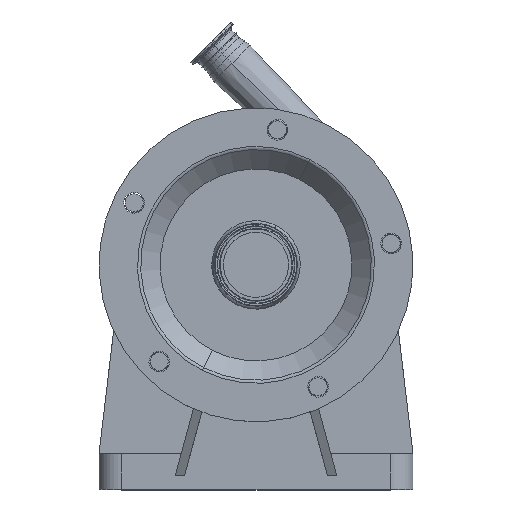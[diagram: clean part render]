
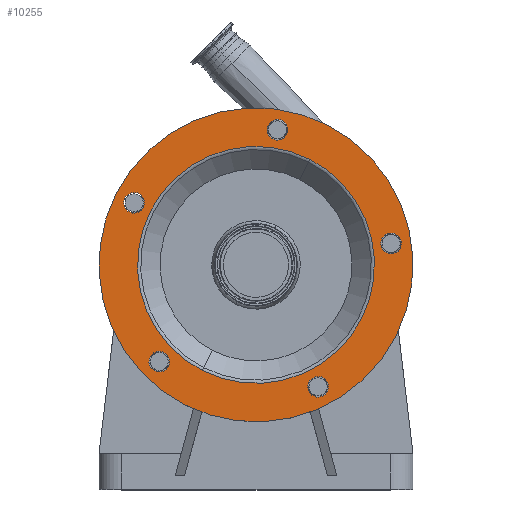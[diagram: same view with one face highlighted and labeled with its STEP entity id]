
A CAD part, top view. The second image highlights one B-rep face of the part: STEP entity #10255.
In plain terms, the highlighted planar face has unit normal (0, 0, 1).
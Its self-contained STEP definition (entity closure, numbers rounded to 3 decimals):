
#45 = VERTEX_POINT ( 'NONE', #8966 ) ;
#87 = CIRCLE ( 'NONE', #13430, 11.5 ) ;
#317 = ORIENTED_EDGE ( 'NONE', *, *, #13312, .F. ) ;
#553 = EDGE_CURVE ( 'NONE', #12295, #3964, #1648, .T. ) ;
#569 = CARTESIAN_POINT ( 'NONE',  ( 64.013, -146.125, 289.5 ) ) ;
#677 = ORIENTED_EDGE ( 'NONE', *, *, #12407, .T. ) ;
#788 = DIRECTION ( 'NONE',  ( 0., 0., -1. ) ) ;
#895 = DIRECTION ( 'NONE',  ( 0., 0., -1. ) ) ;
#898 = ORIENTED_EDGE ( 'NONE', *, *, #553, .F. ) ;
#920 = VERTEX_POINT ( 'NONE', #569 ) ;
#943 = FACE_BOUND ( 'NONE', #13081, .T. ) ;
#988 = FACE_BOUND ( 'NONE', #10273, .T. ) ;
#1049 = AXIS2_PLACEMENT_3D ( 'NONE', #4361, #11677, #5415 ) ;
#1079 = ORIENTED_EDGE ( 'NONE', *, *, #4965, .F. ) ;
#1155 = ORIENTED_EDGE ( 'NONE', *, *, #8011, .F. ) ;
#1303 = VERTEX_POINT ( 'NONE', #11577 ) ;
#1464 = AXIS2_PLACEMENT_3D ( 'NONE', #6997, #788, #11053 ) ;
#1481 = AXIS2_PLACEMENT_3D ( 'NONE', #7086, #895, #8154 ) ;
#1535 = CARTESIAN_POINT ( 'NONE',  ( 150.622, 23.856, 289.5 ) ) ;
#1648 = CIRCLE ( 'NONE', #10989, 11.5 ) ;
#1665 = DIRECTION ( 'NONE',  ( 0., 0., 1. ) ) ;
#1684 = VERTEX_POINT ( 'NONE', #4608 ) ;
#1704 = VERTEX_POINT ( 'NONE', #10156 ) ;
#1776 = CARTESIAN_POINT ( 'NONE',  ( -135.878, 69.234, 289.5 ) ) ;
#2136 = EDGE_CURVE ( 'NONE', #920, #1303, #11378, .T. ) ;
#2148 = VERTEX_POINT ( 'NONE', #6376 ) ;
#2224 = FACE_BOUND ( 'NONE', #7714, .T. ) ;
#2578 = EDGE_CURVE ( 'NONE', #1704, #2919, #7118, .T. ) ;
#2589 = DIRECTION ( 'NONE',  ( 0.454, 0.891, 0. ) ) ;
#2614 = EDGE_CURVE ( 'NONE', #4605, #12210, #8740, .T. ) ;
#2735 = VERTEX_POINT ( 'NONE', #10655 ) ;
#2738 = CARTESIAN_POINT ( 'NONE',  ( 69.234, -135.878, 289.5 ) ) ;
#2769 = CIRCLE ( 'NONE', #12350, 11.5 ) ;
#2849 = DIRECTION ( 'NONE',  ( 0.454, 0.891, 0. ) ) ;
#2912 = CARTESIAN_POINT ( 'NONE',  ( -107.834, -107.834, 289.5 ) ) ;
#2919 = VERTEX_POINT ( 'NONE', #10510 ) ;
#2934 = DIRECTION ( 'NONE',  ( 0., 0., 1. ) ) ;
#2947 = DIRECTION ( 'NONE',  ( 0., 0., 1. ) ) ;
#2994 = AXIS2_PLACEMENT_3D ( 'NONE', #7890, #1665, #8942 ) ;
#3269 = CIRCLE ( 'NONE', #7379, 11.5 ) ;
#3496 = EDGE_CURVE ( 'NONE', #13119, #5171, #11897, .T. ) ;
#3686 = CARTESIAN_POINT ( 'NONE',  ( -130.658, 79.48, 289.5 ) ) ;
#3806 = DIRECTION ( 'NONE',  ( 0., 0., -1. ) ) ;
#3947 = DIRECTION ( 'NONE',  ( 0.454, 0.891, 0. ) ) ;
#3964 = VERTEX_POINT ( 'NONE', #3686 ) ;
#4097 = DIRECTION ( 'NONE',  ( -0.454, -0.891, 0. ) ) ;
#4132 = DIRECTION ( 'NONE',  ( 0., 0., 1. ) ) ;
#4361 = CARTESIAN_POINT ( 'NONE',  ( 23.856, 150.622, 289.5 ) ) ;
#4550 = CIRCLE ( 'NONE', #2994, 11.5 ) ;
#4605 = VERTEX_POINT ( 'NONE', #12588 ) ;
#4608 = CARTESIAN_POINT ( 'NONE',  ( -113.055, -118.08, 289.5 ) ) ;
#4633 = AXIS2_PLACEMENT_3D ( 'NONE', #9269, #9288, #4097 ) ;
#4647 = CIRCLE ( 'NONE', #1464, 175. ) ;
#4689 = CIRCLE ( 'NONE', #1481, 132.071 ) ;
#4802 = ORIENTED_EDGE ( 'NONE', *, *, #10844, .T. ) ;
#4817 = AXIS2_PLACEMENT_3D ( 'NONE', #2738, #2947, #10018 ) ;
#4852 = CARTESIAN_POINT ( 'NONE',  ( -135.878, 69.234, 289.5 ) ) ;
#4965 = EDGE_CURVE ( 'NONE', #2919, #1704, #4647, .T. ) ;
#5065 = ORIENTED_EDGE ( 'NONE', *, *, #13426, .F. ) ;
#5171 = VERTEX_POINT ( 'NONE', #13141 ) ;
#5408 = CARTESIAN_POINT ( 'NONE',  ( 155.843, 34.103, 289.5 ) ) ;
#5415 = DIRECTION ( 'NONE',  ( 0.454, 0.891, 0. ) ) ;
#5673 = ORIENTED_EDGE ( 'NONE', *, *, #5954, .F. ) ;
#5895 = DIRECTION ( 'NONE',  ( 0.454, 0.891, 0. ) ) ;
#5954 = EDGE_CURVE ( 'NONE', #1303, #920, #3269, .T. ) ;
#6020 = AXIS2_PLACEMENT_3D ( 'NONE', #12279, #2934, #11210 ) ;
#6178 = CARTESIAN_POINT ( 'NONE',  ( 69.234, -135.878, 289.5 ) ) ;
#6376 = CARTESIAN_POINT ( 'NONE',  ( 59.959, 117.676, 289.5 ) ) ;
#6532 = CARTESIAN_POINT ( 'NONE',  ( -141.099, 58.987, 289.5 ) ) ;
#6877 = CIRCLE ( 'NONE', #1049, 11.5 ) ;
#6997 = CARTESIAN_POINT ( 'NONE',  ( 0., 0., 289.5 ) ) ;
#7046 = AXIS2_PLACEMENT_3D ( 'NONE', #10125, #4132, #10325 ) ;
#7086 = CARTESIAN_POINT ( 'NONE',  ( 0., 0., 289.5 ) ) ;
#7097 = FACE_BOUND ( 'NONE', #11474, .T. ) ;
#7107 = AXIS2_PLACEMENT_3D ( 'NONE', #2912, #10184, #3947 ) ;
#7118 = CIRCLE ( 'NONE', #4633, 175. ) ;
#7229 = DIRECTION ( 'NONE',  ( 0.454, 0.891, 0. ) ) ;
#7303 = ORIENTED_EDGE ( 'NONE', *, *, #2136, .F. ) ;
#7346 = ORIENTED_EDGE ( 'NONE', *, *, #2614, .F. ) ;
#7379 = AXIS2_PLACEMENT_3D ( 'NONE', #6178, #13497, #7229 ) ;
#7524 = ORIENTED_EDGE ( 'NONE', *, *, #7975, .F. ) ;
#7625 = CARTESIAN_POINT ( 'NONE',  ( -155.926, 79.448, 289.5 ) ) ;
#7714 = EDGE_LOOP ( 'NONE', ( #1155, #898 ) ) ;
#7890 = CARTESIAN_POINT ( 'NONE',  ( -107.834, -107.834, 289.5 ) ) ;
#7933 = AXIS2_PLACEMENT_3D ( 'NONE', #7625, #12836, #9723 ) ;
#7975 = EDGE_CURVE ( 'NONE', #1684, #45, #4550, .T. ) ;
#8011 = EDGE_CURVE ( 'NONE', #3964, #12295, #2769, .T. ) ;
#8154 = DIRECTION ( 'NONE',  ( -0.454, -0.891, 0. ) ) ;
#8358 = ORIENTED_EDGE ( 'NONE', *, *, #2578, .F. ) ;
#8570 = FACE_BOUND ( 'NONE', #13437, .T. ) ;
#8674 = PLANE ( 'NONE',  #7933 ) ;
#8740 = CIRCLE ( 'NONE', #6020, 11.5 ) ;
#8765 = ORIENTED_EDGE ( 'NONE', *, *, #3496, .F. ) ;
#8820 = DIRECTION ( 'NONE',  ( 0., 0., 1. ) ) ;
#8942 = DIRECTION ( 'NONE',  ( 0.454, 0.891, 0. ) ) ;
#8966 = CARTESIAN_POINT ( 'NONE',  ( -102.613, -97.587, 289.5 ) ) ;
#9071 = DIRECTION ( 'NONE',  ( 0., 0., 1. ) ) ;
#9269 = CARTESIAN_POINT ( 'NONE',  ( 0., 0., 289.5 ) ) ;
#9288 = DIRECTION ( 'NONE',  ( 0., 0., -1. ) ) ;
#9489 = ORIENTED_EDGE ( 'NONE', *, *, #11139, .F. ) ;
#9723 = DIRECTION ( 'NONE',  ( -0.454, -0.891, 0. ) ) ;
#10018 = DIRECTION ( 'NONE',  ( 0.454, 0.891, 0. ) ) ;
#10035 = CARTESIAN_POINT ( 'NONE',  ( 0., 0., 289.5 ) ) ;
#10037 = CIRCLE ( 'NONE', #10984, 132.071 ) ;
#10125 = CARTESIAN_POINT ( 'NONE',  ( 150.622, 23.856, 289.5 ) ) ;
#10156 = CARTESIAN_POINT ( 'NONE',  ( 79.448, 155.926, 289.5 ) ) ;
#10184 = DIRECTION ( 'NONE',  ( 0., 0., 1. ) ) ;
#10255 = ADVANCED_FACE ( 'NONE', ( #943, #12666, #8570, #7097, #988, #13009, #2224 ), #8674, .F. ) ;
#10273 = EDGE_LOOP ( 'NONE', ( #677, #4802 ) ) ;
#10325 = DIRECTION ( 'NONE',  ( 0.454, 0.891, 0. ) ) ;
#10510 = CARTESIAN_POINT ( 'NONE',  ( -79.448, -155.926, 289.5 ) ) ;
#10655 = CARTESIAN_POINT ( 'NONE',  ( -59.959, -117.676, 289.5 ) ) ;
#10844 = EDGE_CURVE ( 'NONE', #2148, #2735, #4689, .T. ) ;
#10984 = AXIS2_PLACEMENT_3D ( 'NONE', #10035, #3806, #11097 ) ;
#10989 = AXIS2_PLACEMENT_3D ( 'NONE', #1776, #9071, #2849 ) ;
#11053 = DIRECTION ( 'NONE',  ( -0.454, -0.891, 0. ) ) ;
#11097 = DIRECTION ( 'NONE',  ( -0.454, -0.891, 0. ) ) ;
#11139 = EDGE_CURVE ( 'NONE', #12210, #4605, #6877, .T. ) ;
#11177 = EDGE_LOOP ( 'NONE', ( #5673, #7303 ) ) ;
#11210 = DIRECTION ( 'NONE',  ( 0.454, 0.891, 0. ) ) ;
#11378 = CIRCLE ( 'NONE', #4817, 11.5 ) ;
#11474 = EDGE_LOOP ( 'NONE', ( #7346, #9489 ) ) ;
#11577 = CARTESIAN_POINT ( 'NONE',  ( 74.454, -125.632, 289.5 ) ) ;
#11658 = CARTESIAN_POINT ( 'NONE',  ( 18.635, 140.376, 289.5 ) ) ;
#11677 = DIRECTION ( 'NONE',  ( 0., 0., 1. ) ) ;
#11897 = CIRCLE ( 'NONE', #7046, 11.5 ) ;
#12171 = DIRECTION ( 'NONE',  ( 0., 0., 1. ) ) ;
#12175 = CIRCLE ( 'NONE', #7107, 11.5 ) ;
#12210 = VERTEX_POINT ( 'NONE', #11658 ) ;
#12279 = CARTESIAN_POINT ( 'NONE',  ( 23.856, 150.622, 289.5 ) ) ;
#12295 = VERTEX_POINT ( 'NONE', #6532 ) ;
#12350 = AXIS2_PLACEMENT_3D ( 'NONE', #4852, #12171, #5895 ) ;
#12407 = EDGE_CURVE ( 'NONE', #2735, #2148, #10037, .T. ) ;
#12588 = CARTESIAN_POINT ( 'NONE',  ( 29.077, 160.869, 289.5 ) ) ;
#12666 = FACE_BOUND ( 'NONE', #11177, .T. ) ;
#12836 = DIRECTION ( 'NONE',  ( 0., 0., -1. ) ) ;
#13009 = FACE_OUTER_BOUND ( 'NONE', #13012, .T. ) ;
#13012 = EDGE_LOOP ( 'NONE', ( #1079, #8358 ) ) ;
#13081 = EDGE_LOOP ( 'NONE', ( #5065, #7524 ) ) ;
#13119 = VERTEX_POINT ( 'NONE', #5408 ) ;
#13141 = CARTESIAN_POINT ( 'NONE',  ( 145.402, 13.61, 289.5 ) ) ;
#13312 = EDGE_CURVE ( 'NONE', #5171, #13119, #87, .T. ) ;
#13426 = EDGE_CURVE ( 'NONE', #45, #1684, #12175, .T. ) ;
#13430 = AXIS2_PLACEMENT_3D ( 'NONE', #1535, #8820, #2589 ) ;
#13437 = EDGE_LOOP ( 'NONE', ( #8765, #317 ) ) ;
#13497 = DIRECTION ( 'NONE',  ( 0., 0., 1. ) ) ;
